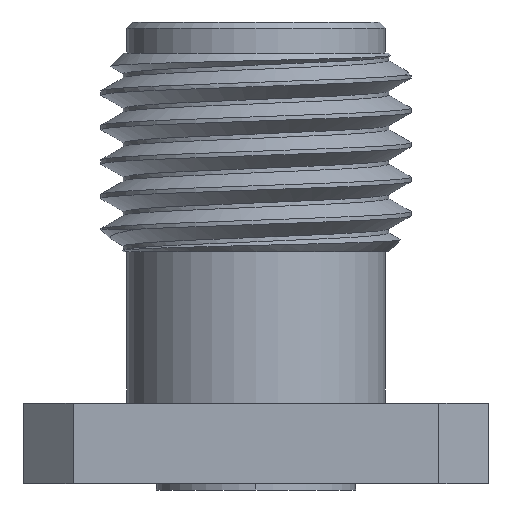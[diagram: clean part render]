
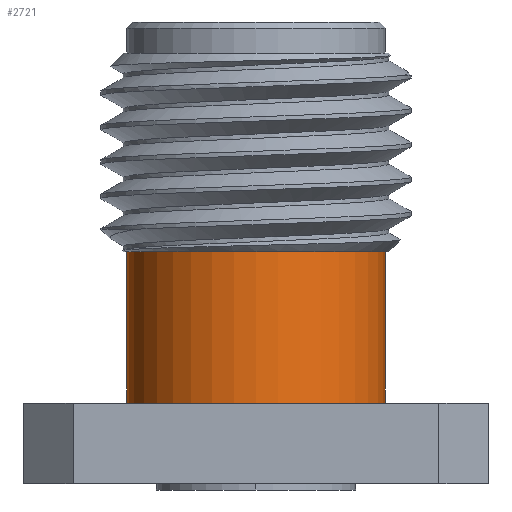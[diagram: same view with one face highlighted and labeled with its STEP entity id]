
A CAD part, left-side view. The second image highlights one B-rep face of the part: STEP entity #2721.
In plain terms, the highlighted cylindrical face has radius 2.65 mm (diameter 5.3 mm), a partial arc.
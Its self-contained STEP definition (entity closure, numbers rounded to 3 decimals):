
#121 = CARTESIAN_POINT ( 'NONE',  ( 0., 2.65, 3.101 ) ) ;
#460 = AXIS2_PLACEMENT_3D ( 'NONE', #3122, #2397, #2746 ) ;
#485 = ORIENTED_EDGE ( 'NONE', *, *, #2407, .T. ) ;
#622 = DIRECTION ( 'NONE',  ( 0., 0., 1. ) ) ;
#993 = DIRECTION ( 'NONE',  ( 0., -1., 0. ) ) ;
#1640 = DIRECTION ( 'NONE',  ( -1., 0., 0. ) ) ;
#1701 = VECTOR ( 'NONE', #3358, 1000. ) ;
#1808 = VECTOR ( 'NONE', #622, 1000. ) ;
#1862 = FACE_OUTER_BOUND ( 'NONE', #2355, .T. ) ;
#1923 = CIRCLE ( 'NONE', #460, 2.65 ) ;
#1989 = LINE ( 'NONE', #2576, #1808 ) ;
#1994 = VERTEX_POINT ( 'NONE', #3262 ) ;
#2141 = EDGE_CURVE ( 'NONE', #1994, #4263, #3720, .T. ) ;
#2166 = DIRECTION ( 'NONE',  ( 0., 0., 1. ) ) ;
#2355 = EDGE_LOOP ( 'NONE', ( #4421, #485, #3770, #2533 ) ) ;
#2397 = DIRECTION ( 'NONE',  ( 0., 0., 1. ) ) ;
#2407 = EDGE_CURVE ( 'NONE', #1994, #2716, #4602, .T. ) ;
#2466 = EDGE_CURVE ( 'NONE', #4263, #4252, #1923, .T. ) ;
#2533 = ORIENTED_EDGE ( 'NONE', *, *, #2466, .F. ) ;
#2576 = CARTESIAN_POINT ( 'NONE',  ( 0., -2.65, 7.8 ) ) ;
#2681 = EDGE_CURVE ( 'NONE', #2716, #4252, #1989, .T. ) ;
#2716 = VERTEX_POINT ( 'NONE', #4458 ) ;
#2721 = ADVANCED_FACE ( 'NONE', ( #1862 ), #2831, .T. ) ;
#2746 = DIRECTION ( 'NONE',  ( 0., -1., 0. ) ) ;
#2781 = CARTESIAN_POINT ( 'NONE',  ( 0., 0., 0. ) ) ;
#2815 = DIRECTION ( 'NONE',  ( 0., 0., 1. ) ) ;
#2831 = CYLINDRICAL_SURFACE ( 'NONE', #2940, 2.65 ) ;
#2940 = AXIS2_PLACEMENT_3D ( 'NONE', #4852, #2166, #993 ) ;
#2946 = CARTESIAN_POINT ( 'NONE',  ( 0., 2.65, 7.8 ) ) ;
#3122 = CARTESIAN_POINT ( 'NONE',  ( 0., 0., 3.101 ) ) ;
#3262 = CARTESIAN_POINT ( 'NONE',  ( 0., 2.65, 0. ) ) ;
#3358 = DIRECTION ( 'NONE',  ( 0., 0., 1. ) ) ;
#3720 = LINE ( 'NONE', #2946, #1701 ) ;
#3770 = ORIENTED_EDGE ( 'NONE', *, *, #2681, .T. ) ;
#3899 = CARTESIAN_POINT ( 'NONE',  ( 0., -2.65, 3.101 ) ) ;
#4252 = VERTEX_POINT ( 'NONE', #3899 ) ;
#4263 = VERTEX_POINT ( 'NONE', #121 ) ;
#4421 = ORIENTED_EDGE ( 'NONE', *, *, #2141, .F. ) ;
#4458 = CARTESIAN_POINT ( 'NONE',  ( 0., -2.65, 0. ) ) ;
#4567 = AXIS2_PLACEMENT_3D ( 'NONE', #2781, #2815, #1640 ) ;
#4602 = CIRCLE ( 'NONE', #4567, 2.65 ) ;
#4852 = CARTESIAN_POINT ( 'NONE',  ( 0., 0., 7.8 ) ) ;
